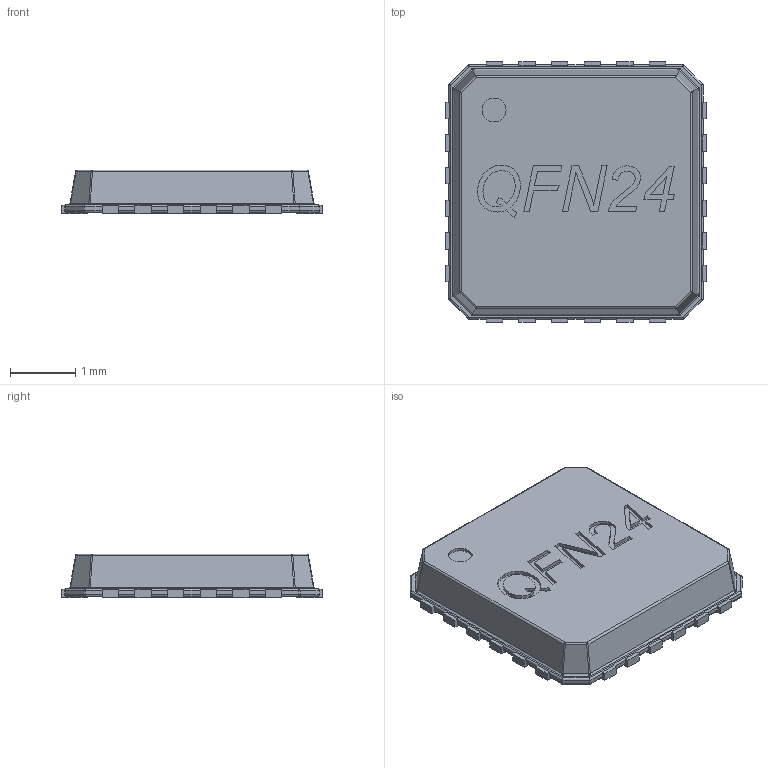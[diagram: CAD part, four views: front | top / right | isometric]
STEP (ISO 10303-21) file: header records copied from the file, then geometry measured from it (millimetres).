
FILE_DESCRIPTION (( 'STEP AP214' ), '1' );
FILE_NAME ('FA9A5F4F-CC97-49F4-B9C6-B03239CF381B.STEP', '2024-04-06T13:26:08', ( '' ), ( '' ), 'SwSTEP 2.0', 'SolidWorks 2022', '' );
FILE_SCHEMA (( 'AUTOMOTIVE_DESIGN' ));
Length unit declared in the file: millimetre
Products named in the file (1): FA9A5F4F-CC97-49F4-B9C6-B03239CF381B
Bounding box: 4 x 4 x 0.67 mm (x, y, z)
Volume: 9 mm3; surface area: 40.2 mm2
Topology: 1 solids, 1 shells, 372 faces, 1016 edges, 653 vertices
Faces by surface type: plane 216, cylinder 92, bspline 49, sphere 15
Entity records: 17234 total; most frequent: CARTESIAN_POINT 3947, ORIENTED_EDGE 2026, DIRECTION 1771, EDGE_CURVE 1013, LINE 689, VECTOR 689, VERTEX_POINT 653, AXIS2_PLACEMENT_3D 541
